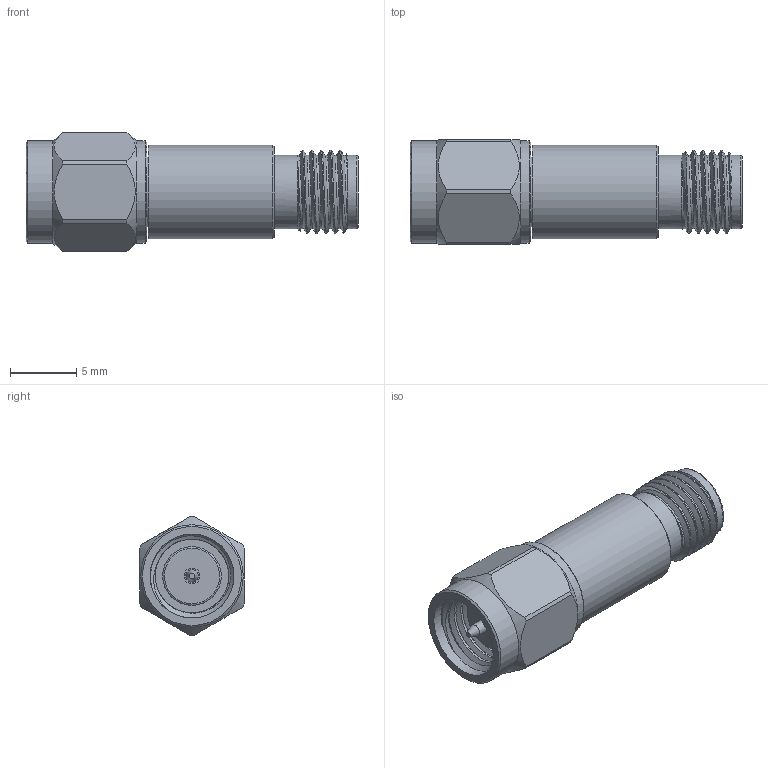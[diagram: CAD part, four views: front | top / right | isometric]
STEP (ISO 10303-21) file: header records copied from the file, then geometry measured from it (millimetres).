
FILE_DESCRIPTION (( 'STEP AP203' ), '1' );
FILE_NAME ('PE7005-15_3D.step', '2020-07-22T16:32:15', ( '' ), ( '' ), 'SwSTEP 2.0', 'SolidWorks 2018', '' );
FILE_SCHEMA (( 'CONFIG_CONTROL_DESIGN' ));
Length unit declared in the file: inch
Products named in the file (1): PE7005-15_3D
Bounding box: 25.15 x 7.94 x 8.99 mm (x, y, z)
Volume: 884.8 mm3; surface area: 960.3 mm2
Topology: 1 solids, 1 shells, 62 faces, 154 edges, 104 vertices
Faces by surface type: cylinder 26, plane 18, cone 10, bspline 7, torus 1
Full cylindrical faces by diameter (mm): 0.94 x2, 1.194 x2, 4.445 x1, 4.572 x1, 5.334 x1, 5.582 x2, 6.35 x6, 7.112 x1, 7.762 x2
Entity records: 4807 total; most frequent: CARTESIAN_POINT 3578, ORIENTED_EDGE 240, DIRECTION 202, EDGE_CURVE 120, VERTEX_POINT 98, AXIS2_PLACEMENT_3D 95, EDGE_LOOP 88, FACE_OUTER_BOUND 71
